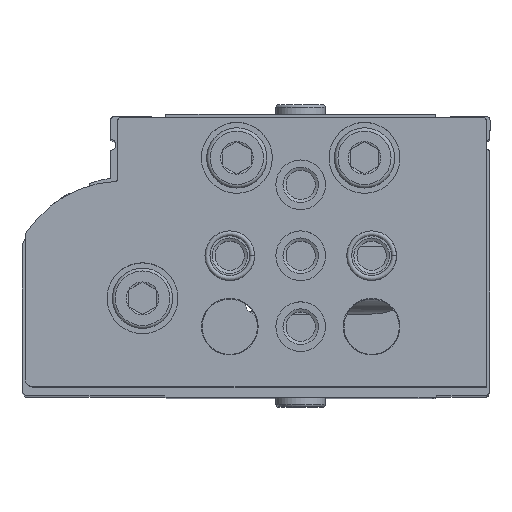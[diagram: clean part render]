
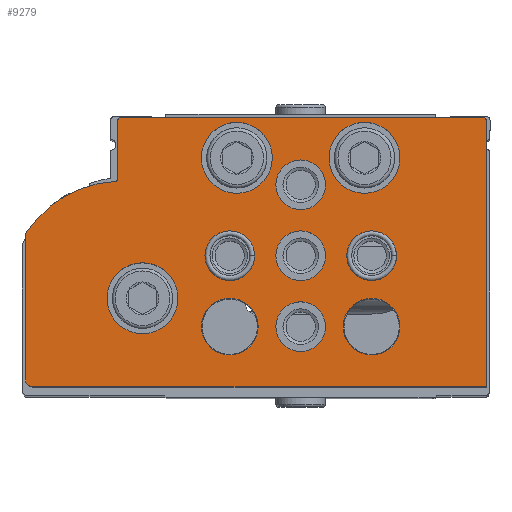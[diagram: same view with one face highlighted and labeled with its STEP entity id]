
A CAD part, top view. The second image highlights one B-rep face of the part: STEP entity #9279.
In plain terms, the highlighted face is planar.
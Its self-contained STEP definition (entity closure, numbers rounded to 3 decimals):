
#931=LINE('',#15382,#1644);
#933=LINE('',#15386,#1646);
#936=LINE('',#15394,#1649);
#941=LINE('',#15410,#1654);
#944=LINE('',#15418,#1657);
#1644=VECTOR('',#12494,1000.);
#1646=VECTOR('',#12498,1000.);
#1649=VECTOR('',#12507,1000.);
#1654=VECTOR('',#12526,1000.);
#1657=VECTOR('',#12535,1000.);
#3558=ORIENTED_EDGE('',*,*,#5206,.T.);
#3559=ORIENTED_EDGE('',*,*,#5207,.T.);
#3560=ORIENTED_EDGE('',*,*,#5208,.T.);
#3561=ORIENTED_EDGE('',*,*,#5209,.T.);
#3562=ORIENTED_EDGE('',*,*,#5210,.T.);
#3563=ORIENTED_EDGE('',*,*,#5211,.T.);
#3564=ORIENTED_EDGE('',*,*,#5212,.T.);
#3565=ORIENTED_EDGE('',*,*,#5213,.T.);
#3566=ORIENTED_EDGE('',*,*,#5214,.T.);
#3567=ORIENTED_EDGE('',*,*,#5215,.T.);
#3568=ORIENTED_EDGE('',*,*,#5183,.F.);
#3569=ORIENTED_EDGE('',*,*,#5204,.F.);
#3570=ORIENTED_EDGE('',*,*,#5202,.F.);
#3571=ORIENTED_EDGE('',*,*,#5200,.F.);
#3572=ORIENTED_EDGE('',*,*,#5198,.T.);
#3573=ORIENTED_EDGE('',*,*,#5196,.F.);
#3574=ORIENTED_EDGE('',*,*,#5194,.F.);
#3575=ORIENTED_EDGE('',*,*,#5192,.F.);
#3576=ORIENTED_EDGE('',*,*,#5190,.F.);
#3577=ORIENTED_EDGE('',*,*,#5188,.F.);
#3578=ORIENTED_EDGE('',*,*,#5186,.F.);
#5183=EDGE_CURVE('',#6191,#6192,#6772,.T.);
#5186=EDGE_CURVE('',#6192,#6193,#931,.T.);
#5188=EDGE_CURVE('',#6193,#6194,#933,.T.);
#5190=EDGE_CURVE('',#6194,#6195,#6773,.T.);
#5192=EDGE_CURVE('',#6195,#6196,#936,.T.);
#5194=EDGE_CURVE('',#6196,#6197,#6774,.T.);
#5196=EDGE_CURVE('',#6197,#6198,#6775,.T.);
#5198=EDGE_CURVE('',#6199,#6198,#6776,.T.);
#5200=EDGE_CURVE('',#6199,#6200,#941,.T.);
#5202=EDGE_CURVE('',#6200,#6201,#6777,.T.);
#5204=EDGE_CURVE('',#6201,#6191,#944,.T.);
#5206=EDGE_CURVE('',#6202,#6202,#6778,.T.);
#5207=EDGE_CURVE('',#6203,#6203,#6779,.T.);
#5208=EDGE_CURVE('',#6204,#6204,#6780,.T.);
#5209=EDGE_CURVE('',#6205,#6205,#6781,.T.);
#5210=EDGE_CURVE('',#6206,#6206,#6782,.T.);
#5211=EDGE_CURVE('',#6207,#6207,#6783,.T.);
#5212=EDGE_CURVE('',#6208,#6208,#6784,.T.);
#5213=EDGE_CURVE('',#6209,#6209,#6785,.T.);
#5214=EDGE_CURVE('',#6210,#6210,#6786,.T.);
#5215=EDGE_CURVE('',#6211,#6211,#6787,.T.);
#6191=VERTEX_POINT('',#15377);
#6192=VERTEX_POINT('',#15378);
#6193=VERTEX_POINT('',#15383);
#6194=VERTEX_POINT('',#15387);
#6195=VERTEX_POINT('',#15391);
#6196=VERTEX_POINT('',#15395);
#6197=VERTEX_POINT('',#15399);
#6198=VERTEX_POINT('',#15403);
#6199=VERTEX_POINT('',#15407);
#6200=VERTEX_POINT('',#15411);
#6201=VERTEX_POINT('',#15415);
#6202=VERTEX_POINT('',#15422);
#6203=VERTEX_POINT('',#15424);
#6204=VERTEX_POINT('',#15426);
#6205=VERTEX_POINT('',#15428);
#6206=VERTEX_POINT('',#15430);
#6207=VERTEX_POINT('',#15432);
#6208=VERTEX_POINT('',#15434);
#6209=VERTEX_POINT('',#15436);
#6210=VERTEX_POINT('',#15438);
#6211=VERTEX_POINT('',#15440);
#6772=CIRCLE('',#10239,0.5);
#6773=CIRCLE('',#10243,1.);
#6774=CIRCLE('',#10246,1.);
#6775=CIRCLE('',#10248,16.);
#6776=CIRCLE('',#10250,0.3);
#6777=CIRCLE('',#10253,0.5);
#6778=CIRCLE('',#10256,5.);
#6779=CIRCLE('',#10257,5.);
#6780=CIRCLE('',#10258,5.);
#6781=CIRCLE('',#10259,3.5);
#6782=CIRCLE('',#10260,3.5);
#6783=CIRCLE('',#10261,3.5);
#6784=CIRCLE('',#10262,3.5);
#6785=CIRCLE('',#10263,3.5);
#6786=CIRCLE('',#10264,4.);
#6787=CIRCLE('',#10265,4.);
#7425=EDGE_LOOP('',(#3558));
#7426=EDGE_LOOP('',(#3559));
#7427=EDGE_LOOP('',(#3560));
#7428=EDGE_LOOP('',(#3561));
#7429=EDGE_LOOP('',(#3562));
#7430=EDGE_LOOP('',(#3563));
#7431=EDGE_LOOP('',(#3564));
#7432=EDGE_LOOP('',(#3565));
#7433=EDGE_LOOP('',(#3566));
#7434=EDGE_LOOP('',(#3567));
#7435=EDGE_LOOP('',(#3568,#3569,#3570,#3571,#3572,#3573,#3574,#3575,#3576,
#3577,#3578));
#8274=FACE_BOUND('',#7425,.T.);
#8275=FACE_BOUND('',#7426,.T.);
#8276=FACE_BOUND('',#7427,.T.);
#8277=FACE_BOUND('',#7428,.T.);
#8278=FACE_BOUND('',#7429,.T.);
#8279=FACE_BOUND('',#7430,.T.);
#8280=FACE_BOUND('',#7431,.T.);
#8281=FACE_BOUND('',#7432,.T.);
#8282=FACE_BOUND('',#7433,.T.);
#8283=FACE_BOUND('',#7434,.T.);
#8284=FACE_BOUND('',#7435,.T.);
#8801=PLANE('',#10255);
#9279=ADVANCED_FACE('',(#8274,#8275,#8276,#8277,#8278,#8279,#8280,#8281,
#8282,#8283,#8284),#8801,.F.);
#10239=AXIS2_PLACEMENT_3D('',#15376,#12488,#12489);
#10243=AXIS2_PLACEMENT_3D('',#15390,#12502,#12503);
#10246=AXIS2_PLACEMENT_3D('',#15398,#12511,#12512);
#10248=AXIS2_PLACEMENT_3D('',#15402,#12516,#12517);
#10250=AXIS2_PLACEMENT_3D('',#15406,#12521,#12522);
#10253=AXIS2_PLACEMENT_3D('',#15414,#12530,#12531);
#10255=AXIS2_PLACEMENT_3D('',#15420,#12537,#12538);
#10256=AXIS2_PLACEMENT_3D('',#15421,#12539,#12540);
#10257=AXIS2_PLACEMENT_3D('',#15423,#12541,#12542);
#10258=AXIS2_PLACEMENT_3D('',#15425,#12543,#12544);
#10259=AXIS2_PLACEMENT_3D('',#15427,#12545,#12546);
#10260=AXIS2_PLACEMENT_3D('',#15429,#12547,#12548);
#10261=AXIS2_PLACEMENT_3D('',#15431,#12549,#12550);
#10262=AXIS2_PLACEMENT_3D('',#15433,#12551,#12552);
#10263=AXIS2_PLACEMENT_3D('',#15435,#12553,#12554);
#10264=AXIS2_PLACEMENT_3D('',#15437,#12555,#12556);
#10265=AXIS2_PLACEMENT_3D('',#15439,#12557,#12558);
#12488=DIRECTION('',(0.,0.,1.));
#12489=DIRECTION('',(1.,0.,0.));
#12494=DIRECTION('',(0.,-1.,0.));
#12498=DIRECTION('',(1.,0.,0.));
#12502=DIRECTION('',(0.,0.,1.));
#12503=DIRECTION('',(1.,0.,0.));
#12507=DIRECTION('',(0.,1.,0.));
#12511=DIRECTION('',(0.,0.,1.));
#12512=DIRECTION('',(1.,0.,0.));
#12516=DIRECTION('',(0.,0.,1.));
#12517=DIRECTION('',(1.,0.,0.));
#12521=DIRECTION('',(0.,0.,1.));
#12522=DIRECTION('',(1.,0.,0.));
#12526=DIRECTION('',(0.,1.,0.));
#12530=DIRECTION('',(0.,0.,1.));
#12531=DIRECTION('',(1.,0.,0.));
#12535=DIRECTION('',(-1.,0.,0.));
#12537=DIRECTION('',(0.,0.,1.));
#12538=DIRECTION('',(1.,0.,0.));
#12539=DIRECTION('',(0.,0.,1.));
#12540=DIRECTION('',(1.,0.,0.));
#12541=DIRECTION('',(0.,0.,1.));
#12542=DIRECTION('',(1.,0.,0.));
#12543=DIRECTION('',(0.,0.,1.));
#12544=DIRECTION('',(1.,0.,0.));
#12545=DIRECTION('',(0.,0.,1.));
#12546=DIRECTION('',(1.,0.,0.));
#12547=DIRECTION('',(0.,0.,1.));
#12548=DIRECTION('',(1.,0.,0.));
#12549=DIRECTION('',(0.,0.,1.));
#12550=DIRECTION('',(1.,0.,0.));
#12551=DIRECTION('',(0.,0.,1.));
#12552=DIRECTION('',(1.,0.,0.));
#12553=DIRECTION('',(0.,0.,1.));
#12554=DIRECTION('',(1.,0.,0.));
#12555=DIRECTION('',(0.,0.,1.));
#12556=DIRECTION('',(1.,0.,0.));
#12557=DIRECTION('',(0.,0.,1.));
#12558=DIRECTION('',(1.,0.,0.));
#15376=CARTESIAN_POINT('',(0.5,37.5,0.));
#15377=CARTESIAN_POINT('',(0.5,38.,0.));
#15378=CARTESIAN_POINT('',(0.,37.5,0.));
#15382=CARTESIAN_POINT('',(0.,37.5,0.));
#15383=CARTESIAN_POINT('',(0.,0.,0.));
#15386=CARTESIAN_POINT('',(0.,0.,0.));
#15387=CARTESIAN_POINT('',(64.,0.,0.));
#15390=CARTESIAN_POINT('',(64.,1.,0.));
#15391=CARTESIAN_POINT('',(65.,1.,0.));
#15394=CARTESIAN_POINT('',(65.,1.,0.));
#15395=CARTESIAN_POINT('',(65.,21.292,0.));
#15398=CARTESIAN_POINT('',(64.,21.292,0.));
#15399=CARTESIAN_POINT('',(64.833,21.844,0.));
#15402=CARTESIAN_POINT('',(51.5,13.,0.));
#15403=CARTESIAN_POINT('',(52.285,28.981,0.));
#15406=CARTESIAN_POINT('',(52.3,29.28,0.));
#15407=CARTESIAN_POINT('',(52.,29.28,0.));
#15410=CARTESIAN_POINT('',(52.,29.28,0.));
#15411=CARTESIAN_POINT('',(52.,37.5,0.));
#15414=CARTESIAN_POINT('',(51.5,37.5,0.));
#15415=CARTESIAN_POINT('',(51.5,38.,0.));
#15418=CARTESIAN_POINT('',(51.5,38.,0.));
#15420=CARTESIAN_POINT('',(0.5,37.5,0.));
#15421=CARTESIAN_POINT('',(48.5,12.5,0.));
#15422=CARTESIAN_POINT('',(53.5,12.5,0.));
#15423=CARTESIAN_POINT('',(35.2,32.3,0.));
#15424=CARTESIAN_POINT('',(40.2,32.3,0.));
#15425=CARTESIAN_POINT('',(17.2,32.3,0.));
#15426=CARTESIAN_POINT('',(22.2,32.3,0.));
#15427=CARTESIAN_POINT('',(26.2,28.5,0.));
#15428=CARTESIAN_POINT('',(29.7,28.5,0.));
#15429=CARTESIAN_POINT('',(36.2,18.5,0.));
#15430=CARTESIAN_POINT('',(39.7,18.5,0.));
#15431=CARTESIAN_POINT('',(26.2,18.5,0.));
#15432=CARTESIAN_POINT('',(29.7,18.5,0.));
#15433=CARTESIAN_POINT('',(16.2,18.5,0.));
#15434=CARTESIAN_POINT('',(19.7,18.5,0.));
#15435=CARTESIAN_POINT('',(26.2,8.5,0.));
#15436=CARTESIAN_POINT('',(29.7,8.5,0.));
#15437=CARTESIAN_POINT('',(36.2,8.5,0.));
#15438=CARTESIAN_POINT('',(40.2,8.5,0.));
#15439=CARTESIAN_POINT('',(16.2,8.5,0.));
#15440=CARTESIAN_POINT('',(20.2,8.5,0.));
